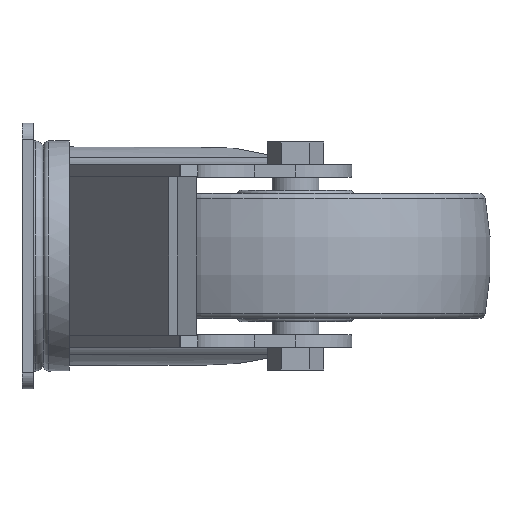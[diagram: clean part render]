
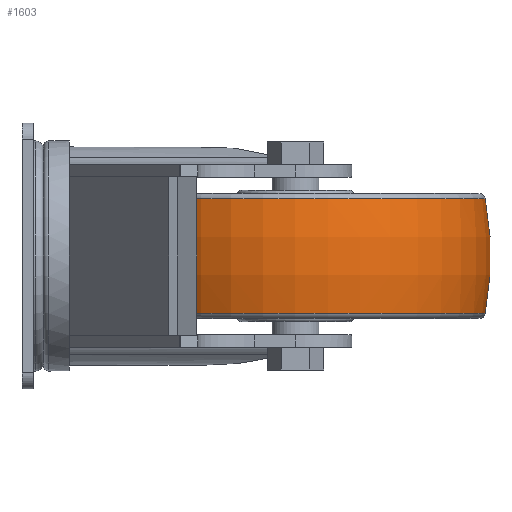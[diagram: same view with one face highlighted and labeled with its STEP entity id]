
A CAD part, left-side view. The second image highlights one B-rep face of the part: STEP entity #1603.
In plain terms, the highlighted toroidal (fillet/blend) face has major radius 31.25 mm and minor radius 93.75 mm.
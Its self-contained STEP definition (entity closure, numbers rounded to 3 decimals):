
#20=DEGENERATE_TOROIDAL_SURFACE('',#1775,31.25,93.75,
 .F.);
#133=CIRCLE('',#1774,60.678);
#134=CIRCLE('',#1776,60.678);
#497=ORIENTED_EDGE('',*,*,#754,.T.);
#498=ORIENTED_EDGE('',*,*,#753,.F.);
#753=EDGE_CURVE('',#915,#915,#133,.T.);
#754=EDGE_CURVE('',#916,#916,#134,.T.);
#915=VERTEX_POINT('',#2700);
#916=VERTEX_POINT('',#2703);
#1309=EDGE_LOOP('',(#497));
#1310=EDGE_LOOP('',(#498));
#1447=FACE_BOUND('',#1309,.T.);
#1448=FACE_BOUND('',#1310,.T.);
#1603=ADVANCED_FACE('',(#1447,#1448),#20,.F.);
#1774=AXIS2_PLACEMENT_3D('',#2699,#2197,#2198);
#1775=AXIS2_PLACEMENT_3D('',#2701,#2199,#2200);
#1776=AXIS2_PLACEMENT_3D('',#2702,#2201,#2202);
#2197=DIRECTION('',(0.,0.,-1.));
#2198=DIRECTION('',(-1.,0.,0.));
#2199=DIRECTION('',(0.,0.,-1.));
#2200=DIRECTION('',(-1.,0.,0.));
#2201=DIRECTION('',(0.,0.,-1.));
#2202=DIRECTION('',(-1.,0.,0.));
#2699=CARTESIAN_POINT('',(0.,0.,-18.392));
#2700=CARTESIAN_POINT('',(-60.678,0.,-18.392));
#2701=CARTESIAN_POINT('',(0.,0.,0.));
#2702=CARTESIAN_POINT('',(0.,0.,18.392));
#2703=CARTESIAN_POINT('',(-60.678,0.,18.392));
